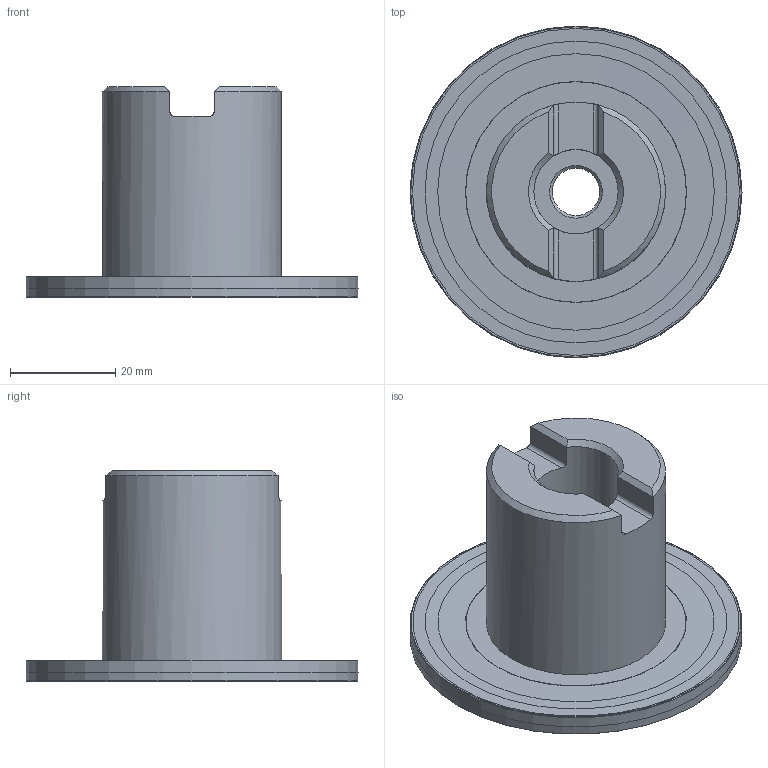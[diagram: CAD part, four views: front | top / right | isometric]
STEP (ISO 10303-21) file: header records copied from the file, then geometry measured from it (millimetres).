
FILE_DESCRIPTION(/* description */ (''),/* implementation_level */ '2;1');
FILE_NAME(/* name */ '63A03R_S90SN11N4_SIM.stp',/* time_stamp */ '2020-01-10T09:32:28+01:00',/* author */ (''),/* organization */ (''),/* preprocessor_version */ 'ST-DEVELOPER v16.7',/* originating_system */ 'SIEMENS PLM Software NX 12.0',/* authorisation */ '');
FILE_SCHEMA (('AUTOMOTIVE_DESIGN { 1 0 10303 214 3 1 1 1 }'));
Length unit declared in the file: millimetre
Products named in the file (1): pp0737906B6Evol3
Bounding box: 62.98 x 62.98 x 40 mm (x, y, z)
Volume: 41650.3 mm3; surface area: 16531.4 mm2
Topology: 2 solids, 2 shells, 58 faces, 125 edges, 72 vertices
Faces by surface type: revolution 18, plane 17, cone 12, cylinder 10, torus 1
Full cylindrical faces by diameter (mm): 9 x1, 14 x1, 16 x1, 17 x1, 34 x1, 60 x1
Entity records: 1626 total; most frequent: CARTESIAN_POINT 474, DIRECTION 222, ORIENTED_EDGE 178, EDGE_LOOP 96, AXIS2_PLACEMENT_3D 90, EDGE_CURVE 89, FACE_BOUND 76, VERTEX_POINT 69
